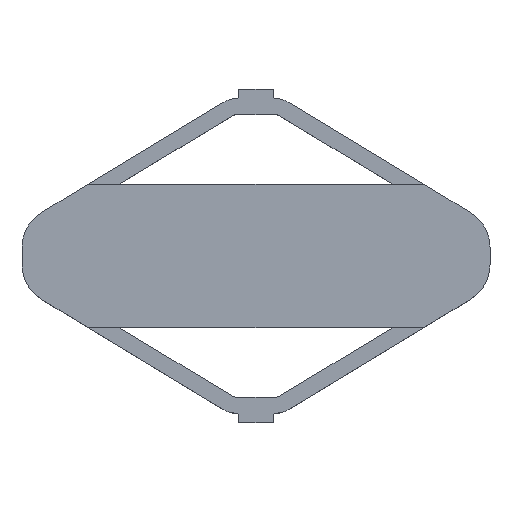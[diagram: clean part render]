
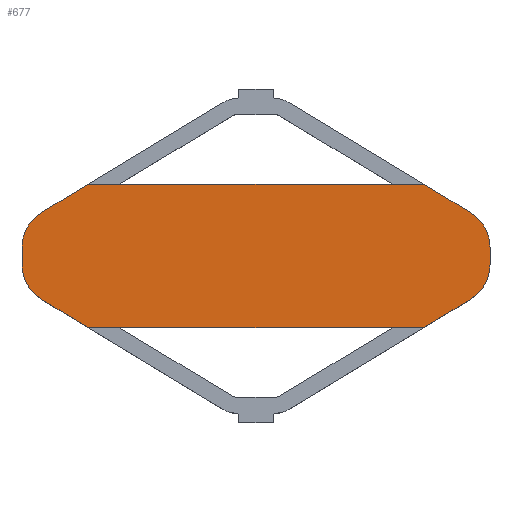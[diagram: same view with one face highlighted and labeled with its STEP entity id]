
A CAD part, top view. The second image highlights one B-rep face of the part: STEP entity #677.
In plain terms, the highlighted planar face has unit normal (0, 0, 1).
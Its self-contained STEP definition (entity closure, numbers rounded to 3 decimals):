
#33 = ORIENTED_EDGE ( 'NONE', *, *, #1193, .T. ) ;
#34 = VERTEX_POINT ( 'NONE', #976 ) ;
#61 = CARTESIAN_POINT ( 'NONE',  ( -40.678, 1.5, 7.5 ) ) ;
#77 = EDGE_CURVE ( 'NONE', #1481, #975, #837, .T. ) ;
#87 = DIRECTION ( 'NONE',  ( 0.856, -0.518, 0. ) ) ;
#88 = DIRECTION ( 'NONE',  ( 0., 0., 1. ) ) ;
#96 = CARTESIAN_POINT ( 'NONE',  ( 33.588, -1.5, 7.5 ) ) ;
#103 = EDGE_CURVE ( 'NONE', #366, #451, #436, .T. ) ;
#119 = AXIS2_PLACEMENT_3D ( 'NONE', #96, #88, #483 ) ;
#144 = AXIS2_PLACEMENT_3D ( 'NONE', #341, #625, #1114 ) ;
#146 = DIRECTION ( 'NONE',  ( 0.856, 0.518, 0. ) ) ;
#147 = VECTOR ( 'NONE', #500, 1000. ) ;
#151 = AXIS2_PLACEMENT_3D ( 'NONE', #699, #1585, #312 ) ;
#188 = EDGE_CURVE ( 'NONE', #760, #1007, #1414, .T. ) ;
#208 = LINE ( 'NONE', #725, #611 ) ;
#213 = CARTESIAN_POINT ( 'NONE',  ( -29.106, -12.5, 7.5 ) ) ;
#223 = ORIENTED_EDGE ( 'NONE', *, *, #103, .T. ) ;
#227 = VECTOR ( 'NONE', #1323, 1000. ) ;
#253 = CIRCLE ( 'NONE', #1000, 7.09 ) ;
#256 = CARTESIAN_POINT ( 'NONE',  ( 40.678, -1.5, 7.5 ) ) ;
#267 = CARTESIAN_POINT ( 'NONE',  ( 29.106, -12.5, 7.5 ) ) ;
#275 = CARTESIAN_POINT ( 'NONE',  ( -33.588, -1.5, 7.5 ) ) ;
#281 = CARTESIAN_POINT ( 'NONE',  ( -37.259, 7.565, 7.5 ) ) ;
#312 = DIRECTION ( 'NONE',  ( 1., 0., 0. ) ) ;
#313 = DIRECTION ( 'NONE',  ( 0., -1., 0. ) ) ;
#334 = CARTESIAN_POINT ( 'NONE',  ( 40.678, 1.5, 7.5 ) ) ;
#341 = CARTESIAN_POINT ( 'NONE',  ( 33.588, 1.5, 7.5 ) ) ;
#352 = DIRECTION ( 'NONE',  ( 0., 0., 1. ) ) ;
#363 = LINE ( 'NONE', #1643, #147 ) ;
#366 = VERTEX_POINT ( 'NONE', #281 ) ;
#436 = CIRCLE ( 'NONE', #151, 7.09 ) ;
#446 = LINE ( 'NONE', #827, #1614 ) ;
#451 = VERTEX_POINT ( 'NONE', #61 ) ;
#483 = DIRECTION ( 'NONE',  ( 1., 0., 0. ) ) ;
#486 = DIRECTION ( 'NONE',  ( 1., 0., 0. ) ) ;
#489 = CARTESIAN_POINT ( 'NONE',  ( 37.259, -7.565, 7.5 ) ) ;
#493 = ORIENTED_EDGE ( 'NONE', *, *, #863, .T. ) ;
#495 = LINE ( 'NONE', #982, #1475 ) ;
#500 = DIRECTION ( 'NONE',  ( -1., 0., 0. ) ) ;
#509 = CARTESIAN_POINT ( 'NONE',  ( 37.259, -7.565, 7.5 ) ) ;
#523 = LINE ( 'NONE', #1162, #966 ) ;
#571 = CARTESIAN_POINT ( 'NONE',  ( 37.259, 7.565, 7.5 ) ) ;
#572 = AXIS2_PLACEMENT_3D ( 'NONE', #608, #352, #1359 ) ;
#608 = CARTESIAN_POINT ( 'NONE',  ( 33.588, 1.5, 7.5 ) ) ;
#611 = VECTOR ( 'NONE', #313, 1000. ) ;
#618 = LINE ( 'NONE', #213, #740 ) ;
#621 = EDGE_CURVE ( 'NONE', #657, #1481, #1282, .T. ) ;
#625 = DIRECTION ( 'NONE',  ( 0., 0., 1. ) ) ;
#652 = VERTEX_POINT ( 'NONE', #1633 ) ;
#657 = VERTEX_POINT ( 'NONE', #334 ) ;
#670 = ORIENTED_EDGE ( 'NONE', *, *, #77, .T. ) ;
#677 = ADVANCED_FACE ( 'NONE', ( #1366 ), #1491, .T. ) ;
#699 = CARTESIAN_POINT ( 'NONE',  ( -33.588, 1.5, 7.5 ) ) ;
#725 = CARTESIAN_POINT ( 'NONE',  ( -40.678, -1.5, 7.5 ) ) ;
#740 = VECTOR ( 'NONE', #87, 1000. ) ;
#760 = VERTEX_POINT ( 'NONE', #489 ) ;
#782 = DIRECTION ( 'NONE',  ( 0., 1., 0. ) ) ;
#819 = CARTESIAN_POINT ( 'NONE',  ( 29.106, 12.5, 7.5 ) ) ;
#827 = CARTESIAN_POINT ( 'NONE',  ( -37.259, 7.565, 7.5 ) ) ;
#836 = VERTEX_POINT ( 'NONE', #267 ) ;
#837 = LINE ( 'NONE', #819, #227 ) ;
#847 = EDGE_CURVE ( 'NONE', #1007, #657, #523, .T. ) ;
#860 = EDGE_CURVE ( 'NONE', #652, #366, #446, .T. ) ;
#862 = VERTEX_POINT ( 'NONE', #1479 ) ;
#863 = EDGE_CURVE ( 'NONE', #451, #34, #208, .T. ) ;
#966 = VECTOR ( 'NONE', #782, 1000. ) ;
#975 = VERTEX_POINT ( 'NONE', #1622 ) ;
#976 = CARTESIAN_POINT ( 'NONE',  ( -40.678, -1.5, 7.5 ) ) ;
#982 = CARTESIAN_POINT ( 'NONE',  ( -29.106, -12.5, 7.5 ) ) ;
#993 = EDGE_CURVE ( 'NONE', #862, #836, #495, .T. ) ;
#1000 = AXIS2_PLACEMENT_3D ( 'NONE', #275, #1164, #1299 ) ;
#1007 = VERTEX_POINT ( 'NONE', #256 ) ;
#1009 = CARTESIAN_POINT ( 'NONE',  ( -37.259, -7.565, 7.5 ) ) ;
#1024 = VECTOR ( 'NONE', #146, 1000. ) ;
#1035 = ORIENTED_EDGE ( 'NONE', *, *, #993, .T. ) ;
#1044 = ORIENTED_EDGE ( 'NONE', *, *, #188, .T. ) ;
#1066 = VERTEX_POINT ( 'NONE', #1009 ) ;
#1072 = ORIENTED_EDGE ( 'NONE', *, *, #847, .T. ) ;
#1114 = DIRECTION ( 'NONE',  ( 1., 0., 0. ) ) ;
#1139 = EDGE_LOOP ( 'NONE', ( #1449, #670, #1212, #1216, #223, #493, #1177, #33, #1035, #1187, #1044, #1072 ) ) ;
#1160 = EDGE_CURVE ( 'NONE', #34, #1066, #253, .T. ) ;
#1162 = CARTESIAN_POINT ( 'NONE',  ( 40.678, -1.5, 7.5 ) ) ;
#1164 = DIRECTION ( 'NONE',  ( 0., 0., 1. ) ) ;
#1177 = ORIENTED_EDGE ( 'NONE', *, *, #1160, .T. ) ;
#1187 = ORIENTED_EDGE ( 'NONE', *, *, #1404, .T. ) ;
#1193 = EDGE_CURVE ( 'NONE', #1066, #862, #618, .T. ) ;
#1198 = DIRECTION ( 'NONE',  ( -0.856, -0.518, 0. ) ) ;
#1212 = ORIENTED_EDGE ( 'NONE', *, *, #1447, .T. ) ;
#1216 = ORIENTED_EDGE ( 'NONE', *, *, #860, .T. ) ;
#1282 = CIRCLE ( 'NONE', #572, 7.09 ) ;
#1299 = DIRECTION ( 'NONE',  ( 1., 0., 0. ) ) ;
#1323 = DIRECTION ( 'NONE',  ( -0.856, 0.518, 0. ) ) ;
#1359 = DIRECTION ( 'NONE',  ( 1., 0., 0. ) ) ;
#1366 = FACE_OUTER_BOUND ( 'NONE', #1139, .T. ) ;
#1404 = EDGE_CURVE ( 'NONE', #836, #760, #1406, .T. ) ;
#1406 = LINE ( 'NONE', #509, #1024 ) ;
#1414 = CIRCLE ( 'NONE', #119, 7.09 ) ;
#1447 = EDGE_CURVE ( 'NONE', #975, #652, #363, .T. ) ;
#1449 = ORIENTED_EDGE ( 'NONE', *, *, #621, .T. ) ;
#1475 = VECTOR ( 'NONE', #486, 1000. ) ;
#1479 = CARTESIAN_POINT ( 'NONE',  ( -29.106, -12.5, 7.5 ) ) ;
#1481 = VERTEX_POINT ( 'NONE', #571 ) ;
#1491 = PLANE ( 'NONE',  #144 ) ;
#1585 = DIRECTION ( 'NONE',  ( 0., 0., 1. ) ) ;
#1614 = VECTOR ( 'NONE', #1198, 1000. ) ;
#1622 = CARTESIAN_POINT ( 'NONE',  ( 29.106, 12.5, 7.5 ) ) ;
#1633 = CARTESIAN_POINT ( 'NONE',  ( -29.106, 12.5, 7.5 ) ) ;
#1643 = CARTESIAN_POINT ( 'NONE',  ( -29.106, 12.5, 7.5 ) ) ;
